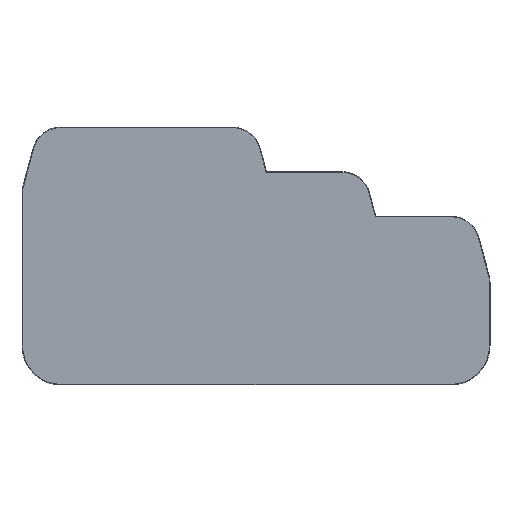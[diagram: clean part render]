
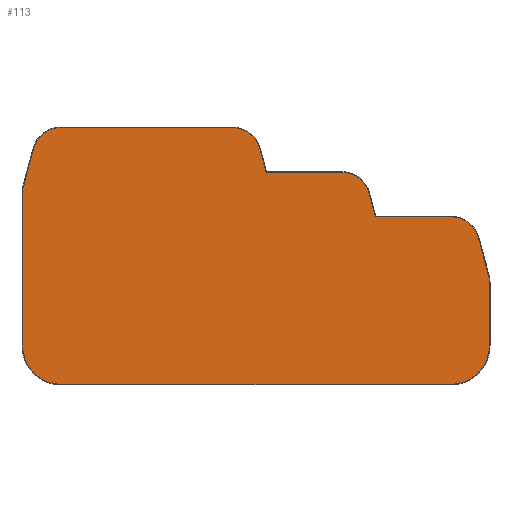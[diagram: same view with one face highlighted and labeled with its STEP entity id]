
A CAD part, top view. The second image highlights one B-rep face of the part: STEP entity #113.
In plain terms, the highlighted planar face has unit normal (0, 0, 1).
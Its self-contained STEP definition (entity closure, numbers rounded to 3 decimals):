
#5 = DIRECTION ( 'NONE',  ( -0.259, 0.966, 0. ) ) ;
#32 = DIRECTION ( 'NONE',  ( -0.259, 0.966, 0. ) ) ;
#34 = EDGE_CURVE ( 'NONE', #850, #358, #150, .T. ) ;
#51 = EDGE_CURVE ( 'NONE', #137, #850, #353, .T. ) ;
#55 = VERTEX_POINT ( 'NONE', #984 ) ;
#75 = CARTESIAN_POINT ( 'NONE',  ( 15.516, 21.309, 1. ) ) ;
#91 = ORIENTED_EDGE ( 'NONE', *, *, #1279, .T. ) ;
#96 = CARTESIAN_POINT ( 'NONE',  ( 36.95, 1.48, 1. ) ) ;
#98 = CARTESIAN_POINT ( 'NONE',  ( 21.572, 13.309, 1. ) ) ;
#113 = ADVANCED_FACE ( 'NONE', ( #370 ), #454, .T. ) ;
#118 = CIRCLE ( 'NONE', #1180, 5.1 ) ;
#121 = VERTEX_POINT ( 'NONE', #882 ) ;
#129 = DIRECTION ( 'NONE',  ( 1., 0., 0. ) ) ;
#135 = DIRECTION ( 'NONE',  ( 0., 0., 1. ) ) ;
#137 = VERTEX_POINT ( 'NONE', #565 ) ;
#140 = AXIS2_PLACEMENT_3D ( 'NONE', #894, #164, #300 ) ;
#145 = CARTESIAN_POINT ( 'NONE',  ( -39.829, 25.53, 1. ) ) ;
#150 = LINE ( 'NONE', #242, #218 ) ;
#152 = CARTESIAN_POINT ( 'NONE',  ( -34.83, 29.31, 1. ) ) ;
#157 = DIRECTION ( 'NONE',  ( 0., 0., 1. ) ) ;
#164 = DIRECTION ( 'NONE',  ( 0., 0., 1. ) ) ;
#168 = DIRECTION ( 'NONE',  ( 1., 0., 0. ) ) ;
#176 = EDGE_CURVE ( 'NONE', #946, #194, #668, .T. ) ;
#178 = VERTEX_POINT ( 'NONE', #145 ) ;
#184 = ORIENTED_EDGE ( 'NONE', *, *, #1321, .T. ) ;
#193 = VECTOR ( 'NONE', #1101, 1000. ) ;
#194 = VERTEX_POINT ( 'NONE', #152 ) ;
#205 = LINE ( 'NONE', #229, #256 ) ;
#206 = CARTESIAN_POINT ( 'NONE',  ( -34.903, -16.792, 1. ) ) ;
#207 = DIRECTION ( 'NONE',  ( 1., 0., 0. ) ) ;
#212 = VERTEX_POINT ( 'NONE', #661 ) ;
#217 = EDGE_CURVE ( 'NONE', #1061, #946, #1192, .T. ) ;
#218 = VECTOR ( 'NONE', #771, 1000. ) ;
#229 = CARTESIAN_POINT ( 'NONE',  ( -41.803, 17.482, 1. ) ) ;
#239 = LINE ( 'NONE', #98, #1245 ) ;
#241 = CARTESIAN_POINT ( 'NONE',  ( -4.117, 29.31, 1. ) ) ;
#242 = CARTESIAN_POINT ( 'NONE',  ( -34.903, -16.792, 1. ) ) ;
#248 = CARTESIAN_POINT ( 'NONE',  ( -36.703, 17.482, 1. ) ) ;
#250 = VERTEX_POINT ( 'NONE', #500 ) ;
#256 = VECTOR ( 'NONE', #524, 1000. ) ;
#266 = CARTESIAN_POINT ( 'NONE',  ( -2.316, 17.482, 1. ) ) ;
#268 = ORIENTED_EDGE ( 'NONE', *, *, #1324, .T. ) ;
#278 = CIRCLE ( 'NONE', #966, 5.1 ) ;
#288 = EDGE_CURVE ( 'NONE', #358, #212, #1047, .T. ) ;
#300 = DIRECTION ( 'NONE',  ( 1., 0., 0. ) ) ;
#307 = CARTESIAN_POINT ( 'NONE',  ( 42.05, -9.892, 1. ) ) ;
#309 = DIRECTION ( 'NONE',  ( 0., 0., 1. ) ) ;
#310 = VECTOR ( 'NONE', #1073, 1000. ) ;
#314 = EDGE_CURVE ( 'NONE', #953, #1061, #901, .T. ) ;
#329 = AXIS2_PLACEMENT_3D ( 'NONE', #1085, #157, #483 ) ;
#353 = CIRCLE ( 'NONE', #329, 6.9 ) ;
#358 = VERTEX_POINT ( 'NONE', #710 ) ;
#362 = EDGE_CURVE ( 'NONE', #121, #1105, #278, .T. ) ;
#370 = FACE_OUTER_BOUND ( 'NONE', #834, .T. ) ;
#379 = VERTEX_POINT ( 'NONE', #418 ) ;
#390 = VECTOR ( 'NONE', #675, 1000. ) ;
#394 = ORIENTED_EDGE ( 'NONE', *, *, #314, .T. ) ;
#418 = CARTESIAN_POINT ( 'NONE',  ( 40.076, 9.527, 1. ) ) ;
#444 = LINE ( 'NONE', #1264, #390 ) ;
#449 = AXIS2_PLACEMENT_3D ( 'NONE', #248, #985, #659 ) ;
#454 = PLANE ( 'NONE',  #808 ) ;
#463 = CARTESIAN_POINT ( 'NONE',  ( 1.939, 21.309, 1. ) ) ;
#465 = EDGE_CURVE ( 'NONE', #194, #178, #118, .T. ) ;
#483 = DIRECTION ( 'NONE',  ( 1., 0., 0. ) ) ;
#500 = CARTESIAN_POINT ( 'NONE',  ( -41.63, 18.801, 1. ) ) ;
#514 = CARTESIAN_POINT ( 'NONE',  ( 15.516, 21.309, 1. ) ) ;
#515 = DIRECTION ( 'NONE',  ( 0., 0., 1. ) ) ;
#524 = DIRECTION ( 'NONE',  ( 0., -1., 0. ) ) ;
#529 = EDGE_CURVE ( 'NONE', #250, #825, #773, .T. ) ;
#565 = CARTESIAN_POINT ( 'NONE',  ( -41.803, -9.892, 1. ) ) ;
#610 = CARTESIAN_POINT ( 'NONE',  ( 41.877, 2.799, 1. ) ) ;
#636 = ORIENTED_EDGE ( 'NONE', *, *, #176, .T. ) ;
#648 = DIRECTION ( 'NONE',  ( 1., 0., 0. ) ) ;
#655 = CARTESIAN_POINT ( 'NONE',  ( 35.149, 13.309, 1. ) ) ;
#656 = AXIS2_PLACEMENT_3D ( 'NONE', #1060, #135, #129 ) ;
#659 = DIRECTION ( 'NONE',  ( 1., 0., 0. ) ) ;
#661 = CARTESIAN_POINT ( 'NONE',  ( 42.05, -9.892, 1. ) ) ;
#663 = ORIENTED_EDGE ( 'NONE', *, *, #1219, .T. ) ;
#664 = ORIENTED_EDGE ( 'NONE', *, *, #217, .T. ) ;
#668 = LINE ( 'NONE', #861, #310 ) ;
#675 = DIRECTION ( 'NONE',  ( -0.259, -0.966, 0. ) ) ;
#691 = ORIENTED_EDGE ( 'NONE', *, *, #697, .T. ) ;
#697 = EDGE_CURVE ( 'NONE', #55, #870, #1161, .T. ) ;
#703 = DIRECTION ( 'NONE',  ( 1., 0., 0. ) ) ;
#710 = CARTESIAN_POINT ( 'NONE',  ( 35.15, -16.792, 1. ) ) ;
#713 = ORIENTED_EDGE ( 'NONE', *, *, #795, .T. ) ;
#719 = AXIS2_PLACEMENT_3D ( 'NONE', #921, #1261, #648 ) ;
#722 = DIRECTION ( 'NONE',  ( 0., 1., 0. ) ) ;
#728 = ORIENTED_EDGE ( 'NONE', *, *, #51, .T. ) ;
#734 = AXIS2_PLACEMENT_3D ( 'NONE', #797, #911, #703 ) ;
#741 = CARTESIAN_POINT ( 'NONE',  ( 41.877, 2.799, 1. ) ) ;
#754 = VECTOR ( 'NONE', #996, 1000. ) ;
#771 = DIRECTION ( 'NONE',  ( 1., 0., 0. ) ) ;
#773 = CIRCLE ( 'NONE', #449, 5.1 ) ;
#774 = DIRECTION ( 'NONE',  ( 1., 0., 0. ) ) ;
#795 = EDGE_CURVE ( 'NONE', #1105, #379, #1327, .T. ) ;
#797 = CARTESIAN_POINT ( 'NONE',  ( 35.15, -9.892, 1. ) ) ;
#808 = AXIS2_PLACEMENT_3D ( 'NONE', #266, #1066, #774 ) ;
#819 = ORIENTED_EDGE ( 'NONE', *, *, #1092, .T. ) ;
#825 = VERTEX_POINT ( 'NONE', #831 ) ;
#831 = CARTESIAN_POINT ( 'NONE',  ( -41.803, 17.482, 1. ) ) ;
#834 = EDGE_LOOP ( 'NONE', ( #1122, #728, #1114, #1171, #91, #1082, #713, #663, #184, #268, #691, #819, #394, #664, #636, #970, #1187, #1019 ) ) ;
#850 = VERTEX_POINT ( 'NONE', #206 ) ;
#860 = VECTOR ( 'NONE', #5, 1000. ) ;
#861 = CARTESIAN_POINT ( 'NONE',  ( -4.117, 29.31, 1. ) ) ;
#870 = VERTEX_POINT ( 'NONE', #514 ) ;
#882 = CARTESIAN_POINT ( 'NONE',  ( 42.05, 1.48, 1. ) ) ;
#894 = CARTESIAN_POINT ( 'NONE',  ( 15.516, 16.209, 1. ) ) ;
#896 = VERTEX_POINT ( 'NONE', #1189 ) ;
#898 = EDGE_CURVE ( 'NONE', #178, #250, #444, .T. ) ;
#901 = LINE ( 'NONE', #1018, #754 ) ;
#906 = CIRCLE ( 'NONE', #719, 5.1 ) ;
#911 = DIRECTION ( 'NONE',  ( 0., 0., 1. ) ) ;
#921 = CARTESIAN_POINT ( 'NONE',  ( 35.149, 8.209, 1. ) ) ;
#927 = LINE ( 'NONE', #655, #1142 ) ;
#946 = VERTEX_POINT ( 'NONE', #241 ) ;
#953 = VERTEX_POINT ( 'NONE', #463 ) ;
#966 = AXIS2_PLACEMENT_3D ( 'NONE', #96, #515, #168 ) ;
#970 = ORIENTED_EDGE ( 'NONE', *, *, #465, .T. ) ;
#984 = CARTESIAN_POINT ( 'NONE',  ( 20.443, 17.527, 1. ) ) ;
#985 = DIRECTION ( 'NONE',  ( 0., 0., 1. ) ) ;
#996 = DIRECTION ( 'NONE',  ( -0.259, 0.966, 0. ) ) ;
#1018 = CARTESIAN_POINT ( 'NONE',  ( 1.939, 21.309, 1. ) ) ;
#1019 = ORIENTED_EDGE ( 'NONE', *, *, #529, .T. ) ;
#1047 = CIRCLE ( 'NONE', #734, 6.9 ) ;
#1060 = CARTESIAN_POINT ( 'NONE',  ( -4.117, 24.21, 1. ) ) ;
#1061 = VERTEX_POINT ( 'NONE', #1116 ) ;
#1066 = DIRECTION ( 'NONE',  ( 0., 0., 1. ) ) ;
#1072 = VECTOR ( 'NONE', #722, 1000. ) ;
#1073 = DIRECTION ( 'NONE',  ( -1., 0., 0. ) ) ;
#1075 = VERTEX_POINT ( 'NONE', #1305 ) ;
#1082 = ORIENTED_EDGE ( 'NONE', *, *, #362, .T. ) ;
#1085 = CARTESIAN_POINT ( 'NONE',  ( -34.903, -9.892, 1. ) ) ;
#1092 = EDGE_CURVE ( 'NONE', #870, #953, #1197, .T. ) ;
#1101 = DIRECTION ( 'NONE',  ( -1., 0., 0. ) ) ;
#1105 = VERTEX_POINT ( 'NONE', #610 ) ;
#1114 = ORIENTED_EDGE ( 'NONE', *, *, #34, .T. ) ;
#1116 = CARTESIAN_POINT ( 'NONE',  ( 0.809, 25.529, 1. ) ) ;
#1122 = ORIENTED_EDGE ( 'NONE', *, *, #1249, .T. ) ;
#1136 = CARTESIAN_POINT ( 'NONE',  ( -34.902, 24.211, 1. ) ) ;
#1142 = VECTOR ( 'NONE', #1334, 1000. ) ;
#1161 = CIRCLE ( 'NONE', #140, 5.1 ) ;
#1171 = ORIENTED_EDGE ( 'NONE', *, *, #288, .T. ) ;
#1180 = AXIS2_PLACEMENT_3D ( 'NONE', #1136, #309, #207 ) ;
#1187 = ORIENTED_EDGE ( 'NONE', *, *, #898, .T. ) ;
#1189 = CARTESIAN_POINT ( 'NONE',  ( 21.572, 13.309, 1. ) ) ;
#1192 = CIRCLE ( 'NONE', #656, 5.1 ) ;
#1197 = LINE ( 'NONE', #75, #193 ) ;
#1219 = EDGE_CURVE ( 'NONE', #379, #1075, #906, .T. ) ;
#1230 = LINE ( 'NONE', #307, #1072 ) ;
#1245 = VECTOR ( 'NONE', #32, 1000. ) ;
#1249 = EDGE_CURVE ( 'NONE', #825, #137, #205, .T. ) ;
#1261 = DIRECTION ( 'NONE',  ( 0., 0., 1. ) ) ;
#1264 = CARTESIAN_POINT ( 'NONE',  ( -39.829, 25.53, 1. ) ) ;
#1279 = EDGE_CURVE ( 'NONE', #212, #121, #1230, .T. ) ;
#1305 = CARTESIAN_POINT ( 'NONE',  ( 35.149, 13.309, 1. ) ) ;
#1321 = EDGE_CURVE ( 'NONE', #1075, #896, #927, .T. ) ;
#1324 = EDGE_CURVE ( 'NONE', #896, #55, #239, .T. ) ;
#1327 = LINE ( 'NONE', #741, #860 ) ;
#1334 = DIRECTION ( 'NONE',  ( -1., 0., 0. ) ) ;
